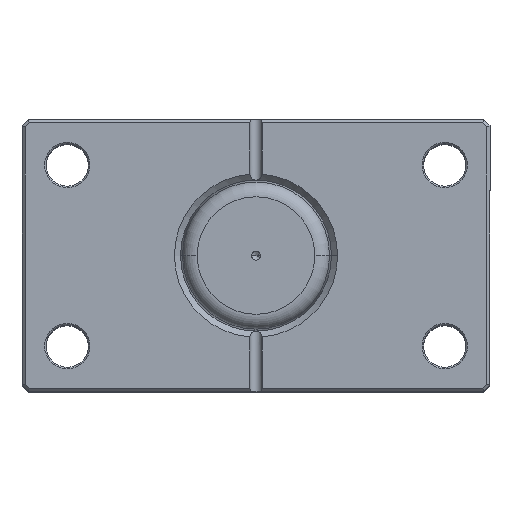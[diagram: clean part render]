
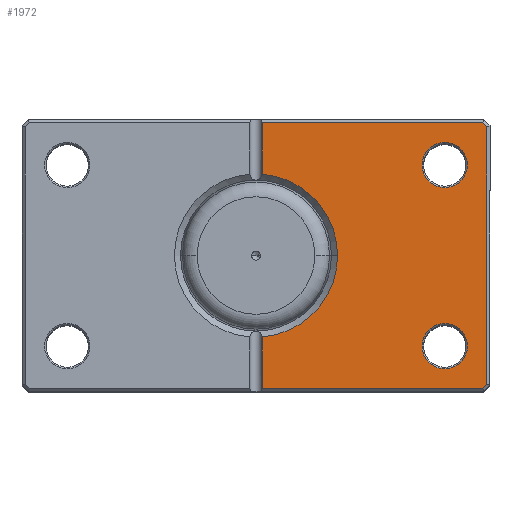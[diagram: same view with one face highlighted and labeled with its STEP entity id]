
A CAD part, top view. The second image highlights one B-rep face of the part: STEP entity #1972.
In plain terms, the highlighted face is planar.
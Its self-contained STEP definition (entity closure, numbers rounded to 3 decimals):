
#150 = DIRECTION ( 'NONE',  ( 1., 0., 0. ) ) ;
#251 = ORIENTED_EDGE ( 'NONE', *, *, #5197, .T. ) ;
#329 = EDGE_CURVE ( 'NONE', #3350, #5094, #5949, .T. ) ;
#342 = CARTESIAN_POINT ( 'NONE',  ( -70., -30., 0. ) ) ;
#370 = VERTEX_POINT ( 'NONE', #342 ) ;
#398 = VERTEX_POINT ( 'NONE', #3678 ) ;
#399 = CARTESIAN_POINT ( 'NONE',  ( -2., 45., 0. ) ) ;
#428 = LINE ( 'NONE', #1627, #1836 ) ;
#516 = AXIS2_PLACEMENT_3D ( 'NONE', #2123, #5417, #2587 ) ;
#588 = VECTOR ( 'NONE', #5835, 1000. ) ;
#694 = CIRCLE ( 'NONE', #1554, 7.5 ) ;
#704 = VERTEX_POINT ( 'NONE', #2056 ) ;
#752 = CARTESIAN_POINT ( 'NONE',  ( 0., 0., 0. ) ) ;
#838 = VERTEX_POINT ( 'NONE', #2542 ) ;
#938 = EDGE_CURVE ( 'NONE', #4329, #2390, #2899, .T. ) ;
#993 = AXIS2_PLACEMENT_3D ( 'NONE', #2762, #6065, #3239 ) ;
#1055 = CARTESIAN_POINT ( 'NONE',  ( 0., -44., 0. ) ) ;
#1087 = EDGE_CURVE ( 'NONE', #5094, #4674, #5471, .T. ) ;
#1138 = VERTEX_POINT ( 'NONE', #3926 ) ;
#1221 = DIRECTION ( 'NONE',  ( 1., 0., 0. ) ) ;
#1293 = ORIENTED_EDGE ( 'NONE', *, *, #2639, .T. ) ;
#1315 = CARTESIAN_POINT ( 'NONE',  ( -76.5, 0., 0. ) ) ;
#1334 = EDGE_CURVE ( 'NONE', #4674, #2769, #1930, .T. ) ;
#1351 = CARTESIAN_POINT ( 'NONE',  ( -75.086, -44., 0. ) ) ;
#1427 = ORIENTED_EDGE ( 'NONE', *, *, #2758, .T. ) ;
#1446 = CARTESIAN_POINT ( 'NONE',  ( -55., 30., 0. ) ) ;
#1461 = EDGE_CURVE ( 'NONE', #2769, #704, #5913, .T. ) ;
#1465 = CARTESIAN_POINT ( 'NONE',  ( -2., 44., 0. ) ) ;
#1524 = CIRCLE ( 'NONE', #993, 27. ) ;
#1525 = DIRECTION ( 'NONE',  ( -1., 0., 0. ) ) ;
#1539 = ORIENTED_EDGE ( 'NONE', *, *, #1334, .T. ) ;
#1547 = CARTESIAN_POINT ( 'NONE',  ( 0., 0., 0. ) ) ;
#1554 = AXIS2_PLACEMENT_3D ( 'NONE', #2687, #5995, #3154 ) ;
#1627 = CARTESIAN_POINT ( 'NONE',  ( -2., 45., 0. ) ) ;
#1664 = VECTOR ( 'NONE', #3663, 1000. ) ;
#1807 = VERTEX_POINT ( 'NONE', #1446 ) ;
#1836 = VECTOR ( 'NONE', #3987, 1000. ) ;
#1913 = DIRECTION ( 'NONE',  ( 0., 0., 1. ) ) ;
#1930 = LINE ( 'NONE', #399, #4144 ) ;
#1972 = ADVANCED_FACE ( 'NONE', ( #3977, #5373, #2566 ), #3433, .F. ) ;
#2056 = CARTESIAN_POINT ( 'NONE',  ( -27., 0., 0. ) ) ;
#2070 = CARTESIAN_POINT ( 'NONE',  ( -62.5, -30., 0. ) ) ;
#2100 = ORIENTED_EDGE ( 'NONE', *, *, #938, .T. ) ;
#2123 = CARTESIAN_POINT ( 'NONE',  ( -62.5, -30., 0. ) ) ;
#2132 = CARTESIAN_POINT ( 'NONE',  ( -75.086, 44., 0. ) ) ;
#2160 = CARTESIAN_POINT ( 'NONE',  ( -2., -26.926, 0. ) ) ;
#2183 = EDGE_CURVE ( 'NONE', #704, #3053, #1524, .T. ) ;
#2265 = ORIENTED_EDGE ( 'NONE', *, *, #1461, .T. ) ;
#2390 = VERTEX_POINT ( 'NONE', #2959 ) ;
#2539 = DIRECTION ( 'NONE',  ( 1., 0., 0. ) ) ;
#2542 = CARTESIAN_POINT ( 'NONE',  ( -2., -44., 0. ) ) ;
#2566 = FACE_OUTER_BOUND ( 'NONE', #5688, .T. ) ;
#2587 = DIRECTION ( 'NONE',  ( 1., 0., 0. ) ) ;
#2598 = ORIENTED_EDGE ( 'NONE', *, *, #2183, .T. ) ;
#2639 = EDGE_CURVE ( 'NONE', #3053, #838, #428, .T. ) ;
#2687 = CARTESIAN_POINT ( 'NONE',  ( -62.5, 30., 0. ) ) ;
#2758 = EDGE_CURVE ( 'NONE', #1807, #1138, #5972, .T. ) ;
#2762 = CARTESIAN_POINT ( 'NONE',  ( 0., 0., 0. ) ) ;
#2769 = VERTEX_POINT ( 'NONE', #4266 ) ;
#2815 = VECTOR ( 'NONE', #4503, 1000. ) ;
#2899 = LINE ( 'NONE', #5059, #1664 ) ;
#2907 = AXIS2_PLACEMENT_3D ( 'NONE', #752, #4060, #1221 ) ;
#2931 = CARTESIAN_POINT ( 'NONE',  ( -76.5, 42.586, 0. ) ) ;
#2959 = CARTESIAN_POINT ( 'NONE',  ( -76.5, -42.586, 0. ) ) ;
#2967 = LINE ( 'NONE', #1315, #2815 ) ;
#2972 = DIRECTION ( 'NONE',  ( 0., 0., 1. ) ) ;
#3000 = CARTESIAN_POINT ( 'NONE',  ( 0., 44., 0. ) ) ;
#3053 = VERTEX_POINT ( 'NONE', #2160 ) ;
#3093 = DIRECTION ( 'NONE',  ( 0.707, 0.707, 0. ) ) ;
#3154 = DIRECTION ( 'NONE',  ( 1., 0., 0. ) ) ;
#3159 = EDGE_CURVE ( 'NONE', #370, #398, #5442, .T. ) ;
#3180 = LINE ( 'NONE', #1055, #5550 ) ;
#3239 = DIRECTION ( 'NONE',  ( 1., 0., 0. ) ) ;
#3254 = ORIENTED_EDGE ( 'NONE', *, *, #3159, .T. ) ;
#3350 = VERTEX_POINT ( 'NONE', #2931 ) ;
#3366 = ORIENTED_EDGE ( 'NONE', *, *, #1087, .T. ) ;
#3433 = PLANE ( 'NONE',  #4598 ) ;
#3444 = ORIENTED_EDGE ( 'NONE', *, *, #3675, .T. ) ;
#3533 = AXIS2_PLACEMENT_3D ( 'NONE', #4740, #1913, #5210 ) ;
#3652 = EDGE_CURVE ( 'NONE', #398, #370, #5779, .T. ) ;
#3663 = DIRECTION ( 'NONE',  ( -0.707, 0.707, 0. ) ) ;
#3675 = EDGE_CURVE ( 'NONE', #2390, #3350, #2967, .T. ) ;
#3678 = CARTESIAN_POINT ( 'NONE',  ( -55., -30., 0. ) ) ;
#3703 = DIRECTION ( 'NONE',  ( 0., -1., 0. ) ) ;
#3926 = CARTESIAN_POINT ( 'NONE',  ( -70., 30., 0. ) ) ;
#3977 = FACE_BOUND ( 'NONE', #5739, .T. ) ;
#3987 = DIRECTION ( 'NONE',  ( 0., -1., 0. ) ) ;
#4060 = DIRECTION ( 'NONE',  ( 0., 0., 1. ) ) ;
#4061 = ORIENTED_EDGE ( 'NONE', *, *, #4741, .T. ) ;
#4069 = ORIENTED_EDGE ( 'NONE', *, *, #329, .T. ) ;
#4144 = VECTOR ( 'NONE', #3703, 1000. ) ;
#4266 = CARTESIAN_POINT ( 'NONE',  ( -2., 26.926, 0. ) ) ;
#4329 = VERTEX_POINT ( 'NONE', #1351 ) ;
#4354 = ORIENTED_EDGE ( 'NONE', *, *, #3652, .T. ) ;
#4503 = DIRECTION ( 'NONE',  ( 0., 1., 0. ) ) ;
#4598 = AXIS2_PLACEMENT_3D ( 'NONE', #1547, #2972, #150 ) ;
#4674 = VERTEX_POINT ( 'NONE', #1465 ) ;
#4691 = VECTOR ( 'NONE', #3093, 1000. ) ;
#4740 = CARTESIAN_POINT ( 'NONE',  ( -62.5, 30., 0. ) ) ;
#4741 = EDGE_CURVE ( 'NONE', #838, #4329, #3180, .T. ) ;
#4840 = EDGE_LOOP ( 'NONE', ( #251, #1427 ) ) ;
#5059 = CARTESIAN_POINT ( 'NONE',  ( -59.543, -59.543, 0. ) ) ;
#5094 = VERTEX_POINT ( 'NONE', #2132 ) ;
#5197 = EDGE_CURVE ( 'NONE', #1138, #1807, #694, .T. ) ;
#5210 = DIRECTION ( 'NONE',  ( 1., 0., 0. ) ) ;
#5362 = DIRECTION ( 'NONE',  ( 0., 0., 1. ) ) ;
#5373 = FACE_BOUND ( 'NONE', #4840, .T. ) ;
#5417 = DIRECTION ( 'NONE',  ( 0., 0., 1. ) ) ;
#5442 = CIRCLE ( 'NONE', #5623, 7.5 ) ;
#5471 = LINE ( 'NONE', #3000, #588 ) ;
#5550 = VECTOR ( 'NONE', #1525, 1000. ) ;
#5623 = AXIS2_PLACEMENT_3D ( 'NONE', #2070, #5362, #2539 ) ;
#5688 = EDGE_LOOP ( 'NONE', ( #1539, #2265, #2598, #1293, #4061, #2100, #3444, #4069, #3366 ) ) ;
#5739 = EDGE_LOOP ( 'NONE', ( #3254, #4354 ) ) ;
#5779 = CIRCLE ( 'NONE', #516, 7.5 ) ;
#5835 = DIRECTION ( 'NONE',  ( 1., 0., 0. ) ) ;
#5913 = CIRCLE ( 'NONE', #2907, 27. ) ;
#5938 = CARTESIAN_POINT ( 'NONE',  ( -59.543, 59.543, 0. ) ) ;
#5949 = LINE ( 'NONE', #5938, #4691 ) ;
#5972 = CIRCLE ( 'NONE', #3533, 7.5 ) ;
#5995 = DIRECTION ( 'NONE',  ( 0., 0., 1. ) ) ;
#6065 = DIRECTION ( 'NONE',  ( 0., 0., 1. ) ) ;
